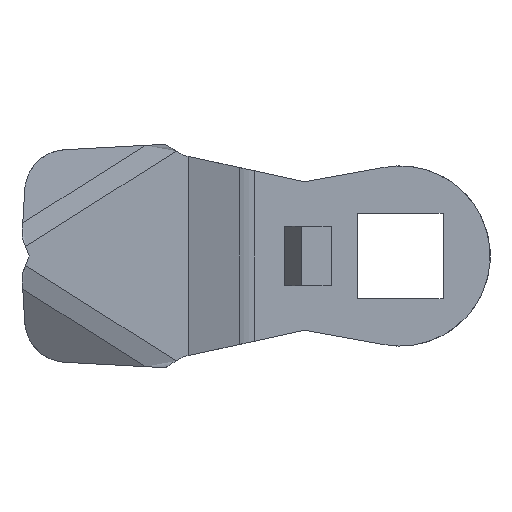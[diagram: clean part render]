
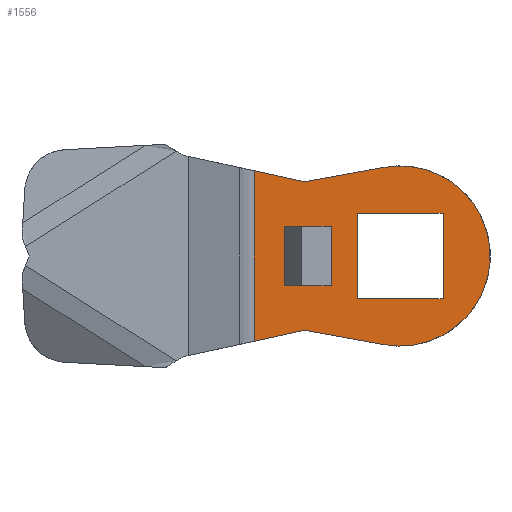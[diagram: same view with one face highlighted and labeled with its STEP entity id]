
A CAD part, front view. The second image highlights one B-rep face of the part: STEP entity #1556.
In plain terms, the highlighted free-form (B-spline) face has degree [1, 1] with [2, 2] control points.
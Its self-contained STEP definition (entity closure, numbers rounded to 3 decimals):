
#237=CARTESIAN_POINT('',(-13.773,-6.,-8.041));
#238=VERTEX_POINT('',#237);
#254=CARTESIAN_POINT('',(-13.773,-6.,8.041));
#255=VERTEX_POINT('',#254);
#256=CARTESIAN_POINT('',(-13.773,-6.,8.041));
#257=CARTESIAN_POINT('',(-13.773,-6.,-8.041));
#258=QUASI_UNIFORM_CURVE('',1,(#256,#257),.UNSPECIFIED.,.F.,.U.);
#259=EDGE_CURVE('',#255,#238,#258,.T.);
#591=CARTESIAN_POINT('',(-10.9,-6.0,2.8));
#592=VERTEX_POINT('',#591);
#593=CARTESIAN_POINT('',(-6.5,-6.,2.8));
#594=VERTEX_POINT('',#593);
#595=CARTESIAN_POINT('',(-10.9,-6.0,2.8));
#596=CARTESIAN_POINT('',(-6.5,-6.,2.8));
#597=QUASI_UNIFORM_CURVE('',1,(#595,#596),.UNSPECIFIED.,.F.,.U.);
#598=EDGE_CURVE('',#592,#594,#597,.T.);
#627=CARTESIAN_POINT('',(-10.9,-6.,-2.8));
#628=VERTEX_POINT('',#627);
#629=CARTESIAN_POINT('',(-6.5,-6.,-2.8));
#630=VERTEX_POINT('',#629);
#631=CARTESIAN_POINT('',(-10.9,-6.,-2.8));
#632=CARTESIAN_POINT('',(-6.5,-6.,-2.8));
#633=QUASI_UNIFORM_CURVE('',1,(#631,#632),.UNSPECIFIED.,.F.,.U.);
#634=EDGE_CURVE('',#628,#630,#633,.T.);
#664=CARTESIAN_POINT('',(-10.9,-6.,-2.8));
#665=CARTESIAN_POINT('',(-10.9,-6.0,2.8));
#666=QUASI_UNIFORM_CURVE('',1,(#664,#665),.UNSPECIFIED.,.F.,.U.);
#667=EDGE_CURVE('',#628,#592,#666,.T.);
#702=CARTESIAN_POINT('',(-6.5,-6.,-2.8));
#703=CARTESIAN_POINT('',(-6.5,-6.,2.8));
#704=QUASI_UNIFORM_CURVE('',1,(#702,#703),.UNSPECIFIED.,.F.,.U.);
#705=EDGE_CURVE('',#630,#594,#704,.T.);
#1192=CARTESIAN_POINT('',(-4.05,-6.,-4.05));
#1193=VERTEX_POINT('',#1192);
#1199=CARTESIAN_POINT('',(4.05,-6.,-4.05));
#1200=VERTEX_POINT('',#1199);
#1201=CARTESIAN_POINT('',(-4.05,-6.,-4.05));
#1202=CARTESIAN_POINT('',(4.05,-6.,-4.05));
#1203=QUASI_UNIFORM_CURVE('',1,(#1201,#1202),.UNSPECIFIED.,.F.,.U.);
#1204=EDGE_CURVE('',#1193,#1200,#1203,.T.);
#1226=CARTESIAN_POINT('',(-4.05,-6.,4.05));
#1227=VERTEX_POINT('',#1226);
#1233=CARTESIAN_POINT('',(-4.05,-6.,4.05));
#1234=CARTESIAN_POINT('',(-4.05,-6.,-4.05));
#1235=QUASI_UNIFORM_CURVE('',1,(#1233,#1234),.UNSPECIFIED.,.F.,.U.);
#1236=EDGE_CURVE('',#1227,#1193,#1235,.T.);
#1254=CARTESIAN_POINT('',(4.05,-6.,4.05));
#1255=VERTEX_POINT('',#1254);
#1261=CARTESIAN_POINT('',(4.05,-6.,4.05));
#1262=CARTESIAN_POINT('',(-4.05,-6.,4.05));
#1263=QUASI_UNIFORM_CURVE('',1,(#1261,#1262),.UNSPECIFIED.,.F.,.U.);
#1264=EDGE_CURVE('',#1255,#1227,#1263,.T.);
#1281=CARTESIAN_POINT('',(4.05,-6.,-4.05));
#1282=CARTESIAN_POINT('',(4.05,-6.,4.05));
#1283=QUASI_UNIFORM_CURVE('',1,(#1281,#1282),.UNSPECIFIED.,.F.,.U.);
#1284=EDGE_CURVE('',#1200,#1255,#1283,.T.);
#1301=CARTESIAN_POINT('',(-9.,-6.,7.));
#1302=VERTEX_POINT('',#1301);
#1303=CARTESIAN_POINT('',(-9.,-6.,7.));
#1304=CARTESIAN_POINT('',(-13.773,-6.,8.041));
#1305=QUASI_UNIFORM_CURVE('',1,(#1303,#1304),.UNSPECIFIED.,.F.,.U.);
#1306=EDGE_CURVE('',#1302,#255,#1305,.T.);
#1347=CARTESIAN_POINT('',(-9.,-6.,-7.));
#1348=VERTEX_POINT('',#1347);
#1349=CARTESIAN_POINT('',(-13.773,-6.,-8.041));
#1350=CARTESIAN_POINT('',(-9.,-6.,-7.));
#1351=QUASI_UNIFORM_CURVE('',1,(#1349,#1350),.UNSPECIFIED.,.F.,.U.);
#1352=EDGE_CURVE('',#238,#1348,#1351,.T.);
#1400=CARTESIAN_POINT('',(-1.524,-6.,8.362));
#1401=VERTEX_POINT('',#1400);
#1402=CARTESIAN_POINT('',(-1.524,-6.,8.362));
#1403=CARTESIAN_POINT('',(-9.,-6.,7.));
#1404=QUASI_UNIFORM_CURVE('',1,(#1402,#1403),.UNSPECIFIED.,.F.,.U.);
#1405=EDGE_CURVE('',#1401,#1302,#1404,.T.);
#1441=CARTESIAN_POINT('',(-1.524,-6.,-8.362));
#1442=VERTEX_POINT('',#1441);
#1443=CARTESIAN_POINT('',(-1.524,-6.,-8.362));
#1444=CARTESIAN_POINT('',(3.999,-6.,-9.369));
#1445=CARTESIAN_POINT('',(7.093,-6.,-4.684));
#1446=CARTESIAN_POINT('',(10.186,-6.,0.));
#1447=CARTESIAN_POINT('',(7.093,-6.,4.684));
#1448=CARTESIAN_POINT('',(3.999,-6.,9.369));
#1449=CARTESIAN_POINT('',(-1.524,-6.,8.362));
#1457=(BOUNDED_CURVE()B_SPLINE_CURVE(2,(#1443,#1444,#1445,#1446,#1447,#1448,#1449),.UNSPECIFIED.,.F.,.U.)B_SPLINE_CURVE_WITH_KNOTS((3,2,2,3),(0.0,0.333,0.667,1.0),.UNSPECIFIED.)CURVE()GEOMETRIC_REPRESENTATION_ITEM()RATIONAL_B_SPLINE_CURVE((1.0,0.834,1.0,0.834,1.0,0.834,1.0))REPRESENTATION_ITEM(''));
#1458=EDGE_CURVE('',#1442,#1401,#1457,.T.);
#1493=CARTESIAN_POINT('',(-9.,-6.,-7.));
#1494=CARTESIAN_POINT('',(-1.524,-6.,-8.362));
#1495=QUASI_UNIFORM_CURVE('',1,(#1493,#1494),.UNSPECIFIED.,.F.,.U.);
#1496=EDGE_CURVE('',#1348,#1442,#1495,.T.);
#1531=CARTESIAN_POINT('',(-14.886,-6.,-9.349));
#1532=CARTESIAN_POINT('',(-14.886,-6.,9.349));
#1533=CARTESIAN_POINT('',(9.613,-6.,-9.349));
#1534=CARTESIAN_POINT('',(9.613,-6.,9.349));
#1535=B_SPLINE_SURFACE_WITH_KNOTS('',1,1,((#1531,#1533),(#1532,#1534)),.UNSPECIFIED.,.F.,.F.,.U.,(2,2),(2,2),(0.0,18.698),(0.0,24.498),.UNSPECIFIED.);
#1536=ORIENTED_EDGE('',*,*,#1306,.T.);
#1537=ORIENTED_EDGE('',*,*,#259,.T.);
#1538=ORIENTED_EDGE('',*,*,#1352,.T.);
#1539=ORIENTED_EDGE('',*,*,#1496,.T.);
#1540=ORIENTED_EDGE('',*,*,#1458,.T.);
#1541=ORIENTED_EDGE('',*,*,#1405,.T.);
#1542=EDGE_LOOP('',(#1536,#1537,#1538,#1539,#1540,#1541));
#1543=FACE_OUTER_BOUND('',#1542,.T.);
#1544=ORIENTED_EDGE('',*,*,#705,.F.);
#1545=ORIENTED_EDGE('',*,*,#634,.F.);
#1546=ORIENTED_EDGE('',*,*,#667,.T.);
#1547=ORIENTED_EDGE('',*,*,#598,.T.);
#1548=EDGE_LOOP('',(#1544,#1545,#1546,#1547));
#1549=FACE_BOUND('',#1548,.T.);
#1550=ORIENTED_EDGE('',*,*,#1284,.F.);
#1551=ORIENTED_EDGE('',*,*,#1204,.F.);
#1552=ORIENTED_EDGE('',*,*,#1236,.F.);
#1553=ORIENTED_EDGE('',*,*,#1264,.F.);
#1554=EDGE_LOOP('',(#1550,#1551,#1552,#1553));
#1555=FACE_BOUND('',#1554,.T.);
#1556=ADVANCED_FACE('',(#1543,#1549,#1555),#1535,.F.);
